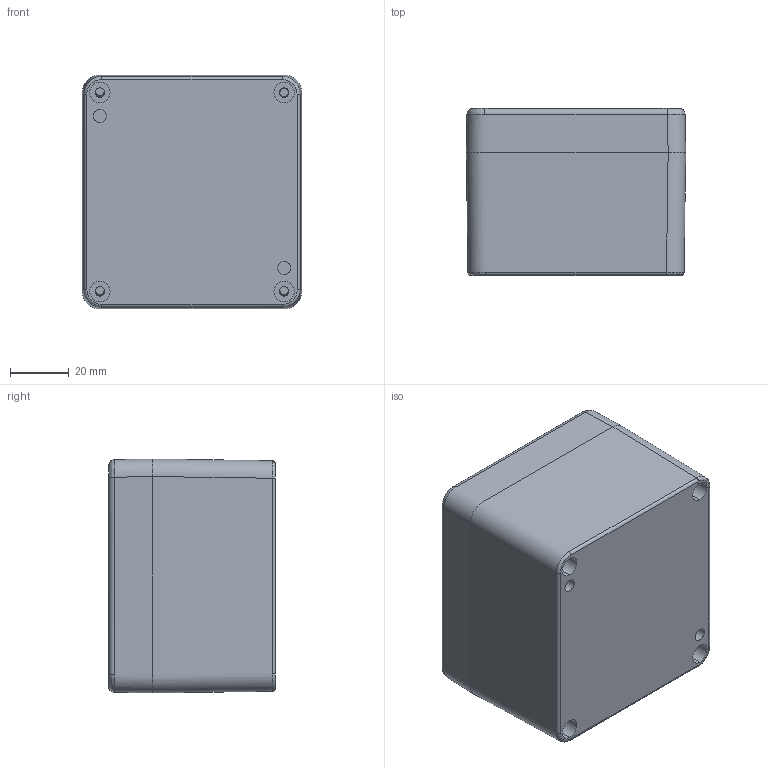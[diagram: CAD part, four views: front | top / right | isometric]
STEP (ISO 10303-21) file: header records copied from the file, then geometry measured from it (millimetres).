
FILE_DESCRIPTION (( 'STEP AP214' ), '1' );
FILE_NAME ('2374-0708-05-54.step', '2023-11-08T10:38:04', ( '' ), ( '' ), 'SwSTEP 2.0', 'SolidWorks 2019', '' );
FILE_SCHEMA (( 'AUTOMOTIVE_DESIGN' ));
Length unit declared in the file: millimetre
Products named in the file (6): 2374-0708-05-54; Deckel^2374-0708-05-54; DeckelschraubeM4x20; Unterteil^2374-0708-05-54; SchutzleiteranschlussM4x8
Assembly tree (10 placements, depth 3):
  2374-0708-05-54
    2374-0708-05-54
      Unterteil^2374-0708-05-54
      SchutzleiteranschlussM4x8  x3
      Deckel^2374-0708-05-54
      DeckelschraubeM4x20  x4
Bounding box: 75 x 57 x 80 mm (x, y, z)
Volume: 105057.7 mm3; surface area: 64865.6 mm2
Topology: 8 solids, 16 shells, 725 faces, 1923 edges, 1223 vertices
Faces by surface type: plane 319, cylinder 235, cone 131, bspline 20, torus 20
Entity records: 14597 total; most frequent: CARTESIAN_POINT 4996, ORIENTED_EDGE 2002, DIRECTION 1902, EDGE_CURVE 1003, AXIS2_PLACEMENT_3D 719, VERTEX_POINT 640, LINE 464, VECTOR 464
